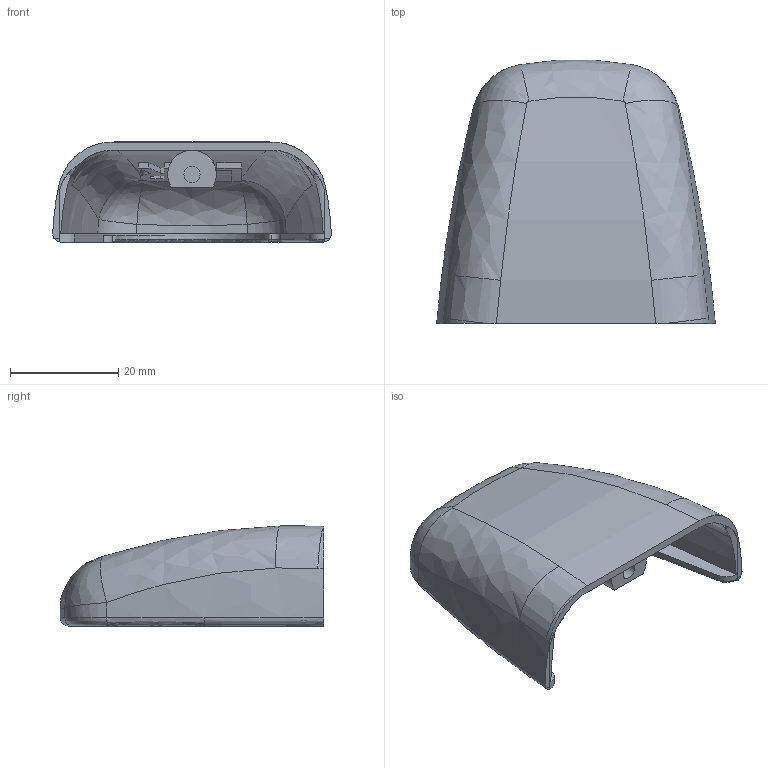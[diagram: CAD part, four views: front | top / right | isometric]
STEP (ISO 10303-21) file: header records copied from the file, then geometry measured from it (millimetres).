
FILE_DESCRIPTION(/* description */ (''),/* implementation_level */ '2;1');
FILE_NAME(/* name */ 'Foot Heel Cover V2.0.step',/* time_stamp */ '2017-06-25T09:48:03+10:00',/* author */ (''),/* organization */ (''),/* preprocessor_version */ 'ST-DEVELOPER v16.13',/* originating_system */ 'Autodesk Translation Framework v6.1.1.50',/* authorisation */ '');
FILE_SCHEMA (('AUTOMOTIVE_DESIGN { 1 0 10303 214 3 1 1 }'));
Length unit declared in the file: millimetre
Products named in the file (1): Foot Heel Cover v1
Bounding box: 51.56 x 48.73 x 18.53 mm (x, y, z)
Volume: 6131.7 mm3; surface area: 8346 mm2
Topology: 1 solids, 1 shells, 120 faces, 311 edges, 199 vertices
Faces by surface type: plane 44, bspline 41, cylinder 30, torus 4, sphere 1
Full cylindrical faces by diameter (mm): 3 x2
Entity records: 5435 total; most frequent: CARTESIAN_POINT 2696, ORIENTED_EDGE 616, DIRECTION 508, EDGE_CURVE 308, AXIS2_PLACEMENT_3D 201, VERTEX_POINT 199, EDGE_LOOP 131, FACE_OUTER_BOUND 120
